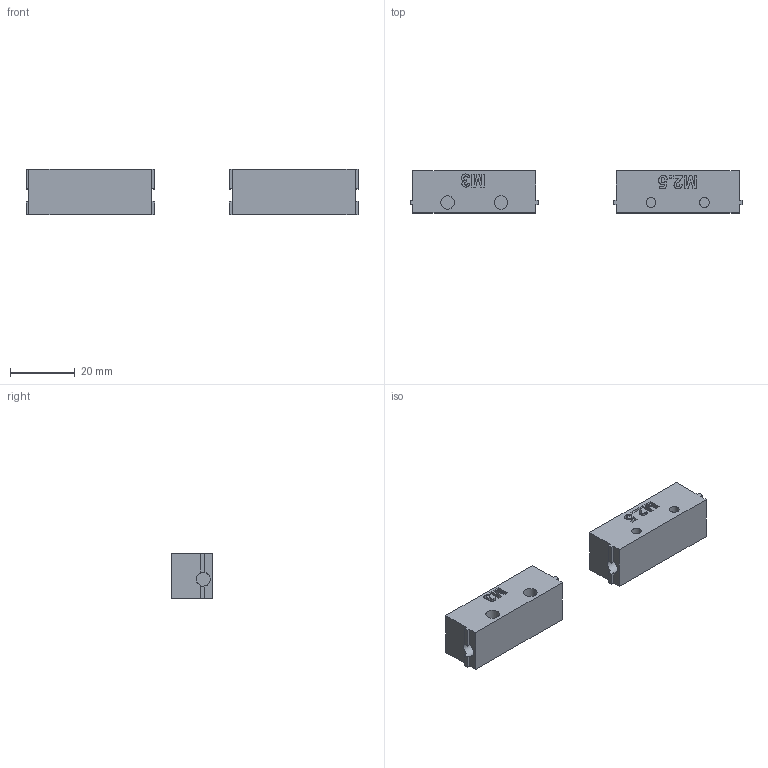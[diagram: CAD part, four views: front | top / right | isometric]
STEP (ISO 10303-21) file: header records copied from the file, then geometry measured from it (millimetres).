
FILE_DESCRIPTION(('HOOPS Exchange Step'),'2;1');
FILE_NAME('temp_export','2024-05-05T07:53:45-06:00',('chinstrap'),('Shapr3D Limited'),'HOOPS Exchange 2024.2','Shapr3D','Authorized');
FILE_SCHEMA( ('AUTOMOTIVE_DESIGN { 1 0 10303 214 1 1 1 1 }') );
Length unit declared in the file: millimetre
Products named in the file (1): root
Bounding box: 102.8 x 13 x 14 mm (x, y, z)
Volume: 13074.7 mm3; surface area: 5901.5 mm2
Topology: 2 solids, 2 shells, 119 faces, 315 edges, 210 vertices
Faces by surface type: plane 98, bspline 13, cylinder 8
Full cylindrical faces by diameter (mm): 3 x2, 4.2 x2, 4.3 x4
Entity records: 4936 total; most frequent: CARTESIAN_POINT 2008, ORIENTED_EDGE 630, DIRECTION 535, EDGE_CURVE 315, VECTOR 257, LINE 257, VERTEX_POINT 210, AXIS2_PLACEMENT_3D 139
